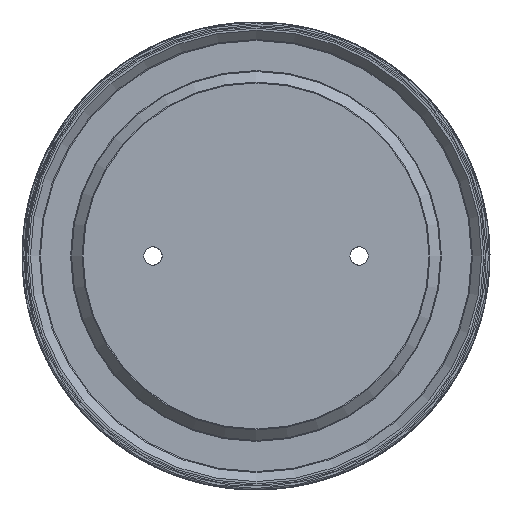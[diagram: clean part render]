
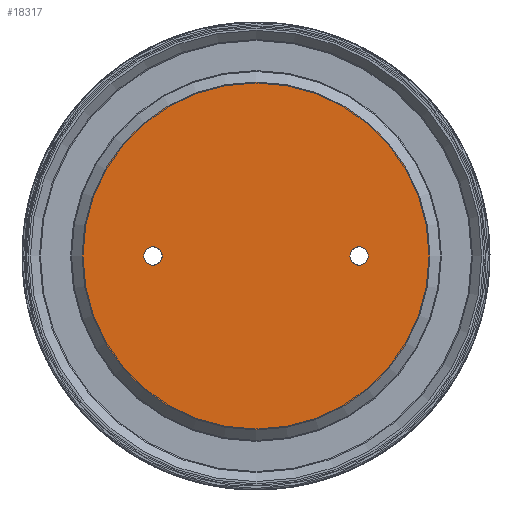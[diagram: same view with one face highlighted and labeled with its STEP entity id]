
A CAD part, front view. The second image highlights one B-rep face of the part: STEP entity #18317.
In plain terms, the highlighted planar face has unit normal (0, -1, 0).
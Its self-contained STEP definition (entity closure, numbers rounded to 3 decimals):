
#18124=CARTESIAN_POINT('',(-49.,44.,0.));
#18125=VERTEX_POINT('',#18124);
#18126=CARTESIAN_POINT('',(-45.,44.,0.0));
#18127=DIRECTION('',(0.0,1.0,0.0));
#18128=DIRECTION('',(1.0,0.0,0.0));
#18129=AXIS2_PLACEMENT_3D('',#18126,#18127,#18128);
#18130=CIRCLE('',#18129,4.0);
#18131=EDGE_CURVE('',#18125,#18125,#18130,.T.);
#18152=CARTESIAN_POINT('',(41.,44.,0.));
#18153=VERTEX_POINT('',#18152);
#18154=CARTESIAN_POINT('',(45.,44.,0.0));
#18155=DIRECTION('',(0.0,1.0,0.0));
#18156=DIRECTION('',(1.0,0.0,0.0));
#18157=AXIS2_PLACEMENT_3D('',#18154,#18155,#18156);
#18158=CIRCLE('',#18157,4.0);
#18159=EDGE_CURVE('',#18153,#18153,#18158,.T.);
#18288=CARTESIAN_POINT('',(75.964,44.,0.0));
#18289=VERTEX_POINT('',#18288);
#18290=CARTESIAN_POINT('',(0.,44.,0.0));
#18291=DIRECTION('',(0.0,-1.0,0.0));
#18292=DIRECTION('',(1.0,0.0,0.0));
#18293=AXIS2_PLACEMENT_3D('',#18290,#18291,#18292);
#18294=CIRCLE('',#18293,75.964);
#18295=EDGE_CURVE('',#18289,#18289,#18294,.T.);
#18303=CARTESIAN_POINT('',(37.982,44.,0.0));
#18304=DIRECTION('',(0.0,-1.0,0.0));
#18305=DIRECTION('',(0.0,0.0,-1.0));
#18306=AXIS2_PLACEMENT_3D('',#18303,#18304,#18305);
#18307=PLANE('',#18306);
#18308=ORIENTED_EDGE('',*,*,#18295,.T.);
#18309=EDGE_LOOP('',(#18308));
#18310=FACE_OUTER_BOUND('',#18309,.T.);
#18311=ORIENTED_EDGE('',*,*,#18131,.T.);
#18312=EDGE_LOOP('',(#18311));
#18313=FACE_BOUND('',#18312,.T.);
#18314=ORIENTED_EDGE('',*,*,#18159,.T.);
#18315=EDGE_LOOP('',(#18314));
#18316=FACE_BOUND('',#18315,.T.);
#18317=ADVANCED_FACE('',(#18310,#18313,#18316),#18307,.T.);
